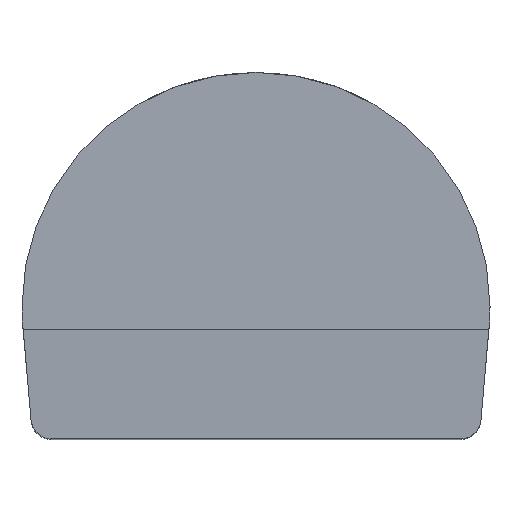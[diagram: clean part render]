
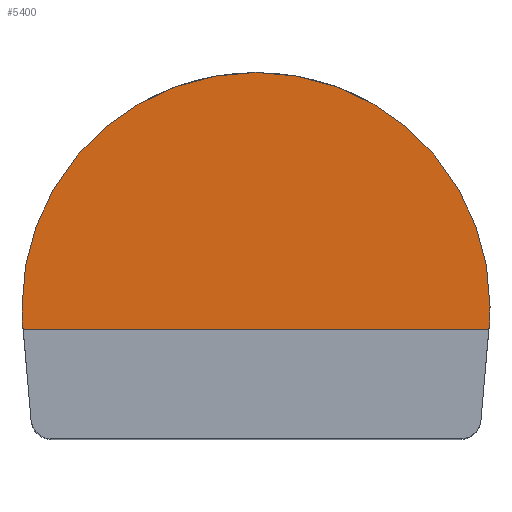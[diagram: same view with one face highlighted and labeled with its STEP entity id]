
A CAD part, top view. The second image highlights one B-rep face of the part: STEP entity #5400.
In plain terms, the highlighted planar face has unit normal (0, 0, 1).
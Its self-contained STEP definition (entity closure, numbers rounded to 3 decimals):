
#662 = ORIENTED_EDGE ( 'NONE', *, *, #3387, .T. ) ;
#675 = VERTEX_POINT ( 'NONE', #2874 ) ;
#967 = EDGE_CURVE ( 'NONE', #1531, #2802, #6015, .T. ) ;
#1256 = DIRECTION ( 'NONE',  ( 0., 0., 1. ) ) ;
#1531 = VERTEX_POINT ( 'NONE', #4034 ) ;
#1568 = DIRECTION ( 'NONE',  ( 1., 0., 0. ) ) ;
#2429 = EDGE_CURVE ( 'NONE', #2802, #7123, #3654, .T. ) ;
#2802 = VERTEX_POINT ( 'NONE', #4075 ) ;
#2874 = CARTESIAN_POINT ( 'NONE',  ( -2.3, 0., 7.6 ) ) ;
#3205 = AXIS2_PLACEMENT_3D ( 'NONE', #5011, #8316, #9151 ) ;
#3208 = CARTESIAN_POINT ( 'NONE',  ( 0., 0., 7.6 ) ) ;
#3387 = EDGE_CURVE ( 'NONE', #675, #1531, #3447, .T. ) ;
#3447 = CIRCLE ( 'NONE', #6047, 2.3 ) ;
#3654 = CIRCLE ( 'NONE', #8702, 2.3 ) ;
#3717 = PLANE ( 'NONE',  #3205 ) ;
#4034 = CARTESIAN_POINT ( 'NONE',  ( -2.288, -0.23, 7.6 ) ) ;
#4075 = CARTESIAN_POINT ( 'NONE',  ( 2.288, -0.23, 7.6 ) ) ;
#4623 = CARTESIAN_POINT ( 'NONE',  ( 0., 0., 7.6 ) ) ;
#5011 = CARTESIAN_POINT ( 'NONE',  ( 0., 0., 7.6 ) ) ;
#5132 = ORIENTED_EDGE ( 'NONE', *, *, #5524, .T. ) ;
#5400 = ADVANCED_FACE ( 'NONE', ( #8887 ), #3717, .T. ) ;
#5524 = EDGE_CURVE ( 'NONE', #7123, #675, #7623, .T. ) ;
#6015 = LINE ( 'NONE', #8043, #13635 ) ;
#6047 = AXIS2_PLACEMENT_3D ( 'NONE', #11766, #8631, #1568 ) ;
#7123 = VERTEX_POINT ( 'NONE', #10532 ) ;
#7623 = CIRCLE ( 'NONE', #11107, 2.3 ) ;
#8043 = CARTESIAN_POINT ( 'NONE',  ( 2.195, -0.23, 7.6 ) ) ;
#8316 = DIRECTION ( 'NONE',  ( 0., 0., 1. ) ) ;
#8380 = DIRECTION ( 'NONE',  ( 1., 0., 0. ) ) ;
#8562 = ORIENTED_EDGE ( 'NONE', *, *, #2429, .T. ) ;
#8631 = DIRECTION ( 'NONE',  ( 0., 0., 1. ) ) ;
#8702 = AXIS2_PLACEMENT_3D ( 'NONE', #4623, #8891, #13056 ) ;
#8887 = FACE_OUTER_BOUND ( 'NONE', #9182, .T. ) ;
#8891 = DIRECTION ( 'NONE',  ( 0., 0., 1. ) ) ;
#9151 = DIRECTION ( 'NONE',  ( 1., 0., 0. ) ) ;
#9182 = EDGE_LOOP ( 'NONE', ( #8562, #5132, #662, #9918 ) ) ;
#9211 = DIRECTION ( 'NONE',  ( 1., 0., 0. ) ) ;
#9918 = ORIENTED_EDGE ( 'NONE', *, *, #967, .T. ) ;
#10532 = CARTESIAN_POINT ( 'NONE',  ( 2.3, 0., 7.6 ) ) ;
#11107 = AXIS2_PLACEMENT_3D ( 'NONE', #3208, #1256, #8380 ) ;
#11766 = CARTESIAN_POINT ( 'NONE',  ( 0., 0., 7.6 ) ) ;
#13056 = DIRECTION ( 'NONE',  ( 1., 0., 0. ) ) ;
#13635 = VECTOR ( 'NONE', #9211, 1000. ) ;
